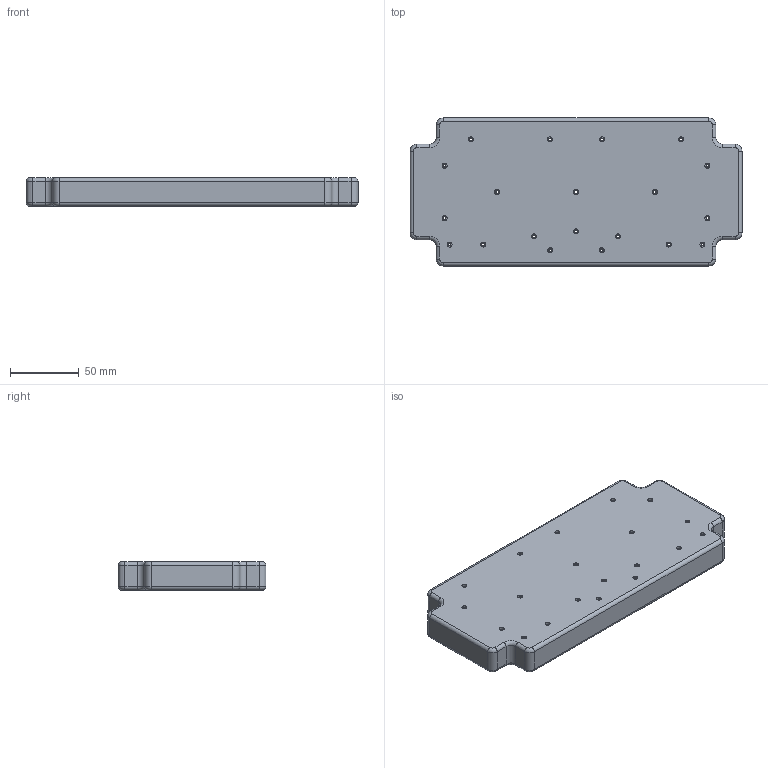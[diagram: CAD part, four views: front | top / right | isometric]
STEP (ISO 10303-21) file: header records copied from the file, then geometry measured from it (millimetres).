
FILE_DESCRIPTION(('HOOPS Exchange Step'),'2;1');
FILE_NAME('temp_export','2022-10-12T14:04:44-04:00',('mobile'),('Shapr3D Limited'),'HOOPS Exchange 2022.1','Shapr3D','Authorized');
FILE_SCHEMA( ('AP203_CONFIGURATION_CONTROLLED_3D_DESIGN_OF_MECHANICAL_PARTS_AND_ASSEMBLIES_MIM_LF') );
Length unit declared in the file: millimetre
Products named in the file (1): Case
Bounding box: 240.6 x 107.25 x 20.6 mm (x, y, z)
Volume: 128315.8 mm3; surface area: 73070.3 mm2
Topology: 1 solids, 1 shells, 171 faces, 403 edges, 254 vertices
Faces by surface type: cylinder 92, plane 55, torus 24
Full cylindrical faces by diameter (mm): 2 x20, 3.6 x20
Entity records: 5079 total; most frequent: DIRECTION 957, CARTESIAN_POINT 847, ORIENTED_EDGE 806, EDGE_CURVE 403, AXIS2_PLACEMENT_3D 384, VERTEX_POINT 254, EDGE_LOOP 233, FACE_BOUND 233
